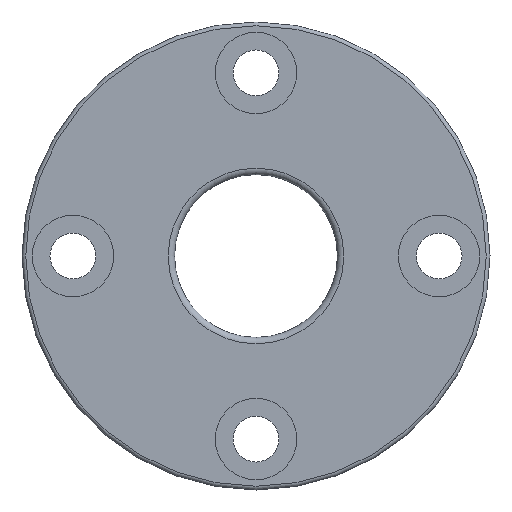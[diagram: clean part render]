
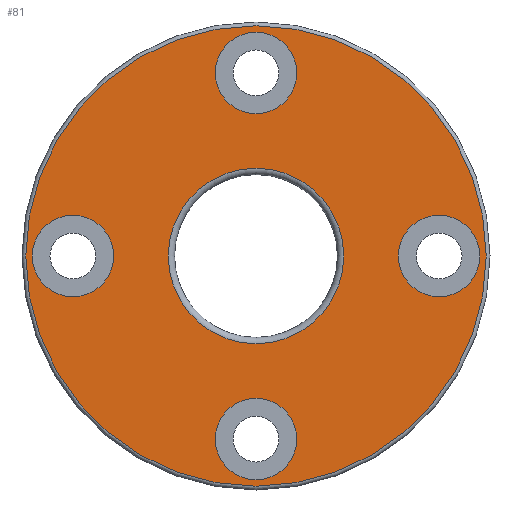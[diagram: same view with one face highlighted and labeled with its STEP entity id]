
A CAD part, left-side view. The second image highlights one B-rep face of the part: STEP entity #81.
In plain terms, the highlighted planar face has unit normal (-1, 0, 0).
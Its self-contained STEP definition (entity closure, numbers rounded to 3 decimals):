
#81 = ADVANCED_FACE( '', ( #178, #179, #180, #181, #182, #183 ), #184, .T. );
#178 = FACE_BOUND( '', #285, .T. );
#179 = FACE_BOUND( '', #286, .T. );
#180 = FACE_BOUND( '', #287, .T. );
#181 = FACE_OUTER_BOUND( '', #288, .T. );
#182 = FACE_BOUND( '', #289, .T. );
#183 = FACE_BOUND( '', #290, .T. );
#184 = PLANE( '', #291 );
#285 = EDGE_LOOP( '', ( #420 ) );
#286 = EDGE_LOOP( '', ( #421 ) );
#287 = EDGE_LOOP( '', ( #422 ) );
#288 = EDGE_LOOP( '', ( #423 ) );
#289 = EDGE_LOOP( '', ( #424 ) );
#290 = EDGE_LOOP( '', ( #425 ) );
#291 = AXIS2_PLACEMENT_3D( '', #426, #427, #428 );
#420 = ORIENTED_EDGE( '', *, *, #498, .T. );
#421 = ORIENTED_EDGE( '', *, *, #503, .T. );
#422 = ORIENTED_EDGE( '', *, *, #476, .T. );
#423 = ORIENTED_EDGE( '', *, *, #489, .F. );
#424 = ORIENTED_EDGE( '', *, *, #487, .T. );
#425 = ORIENTED_EDGE( '', *, *, #474, .T. );
#426 = CARTESIAN_POINT( '', ( 0., 22.625, 0. ) );
#427 = DIRECTION( '', ( -1., 0., 0. ) );
#428 = DIRECTION( '', ( 0., 0., 1. ) );
#474 = EDGE_CURVE( '', #531, #531, #532, .T. );
#476 = EDGE_CURVE( '', #534, #534, #535, .T. );
#487 = EDGE_CURVE( '', #552, #552, #553, .T. );
#489 = EDGE_CURVE( '', #555, #555, #556, .T. );
#498 = EDGE_CURVE( '', #569, #569, #570, .T. );
#503 = EDGE_CURVE( '', #577, #577, #578, .F. );
#531 = VERTEX_POINT( '', #608 );
#532 = CIRCLE( '', #609, 4. );
#534 = VERTEX_POINT( '', #611 );
#535 = CIRCLE( '', #612, 4. );
#552 = VERTEX_POINT( '', #629 );
#553 = CIRCLE( '', #630, 4. );
#555 = VERTEX_POINT( '', #632 );
#556 = CIRCLE( '', #633, 22.625 );
#569 = VERTEX_POINT( '', #646 );
#570 = CIRCLE( '', #647, 8.625 );
#577 = VERTEX_POINT( '', #654 );
#578 = CIRCLE( '', #655, 4. );
#608 = CARTESIAN_POINT( '', ( 0., 0., 14. ) );
#609 = AXIS2_PLACEMENT_3D( '', #688, #689, #690 );
#611 = CARTESIAN_POINT( '', ( 0., 0., -22. ) );
#612 = AXIS2_PLACEMENT_3D( '', #691, #692, #693 );
#629 = CARTESIAN_POINT( '', ( 0., -18., -4. ) );
#630 = AXIS2_PLACEMENT_3D( '', #712, #713, #714 );
#632 = CARTESIAN_POINT( '', ( 0., 0., -22.625 ) );
#633 = AXIS2_PLACEMENT_3D( '', #715, #716, #717 );
#646 = CARTESIAN_POINT( '', ( 0., 0., -8.625 ) );
#647 = AXIS2_PLACEMENT_3D( '', #730, #731, #732 );
#654 = CARTESIAN_POINT( '', ( 0., 18., 4. ) );
#655 = AXIS2_PLACEMENT_3D( '', #739, #740, #741 );
#688 = CARTESIAN_POINT( '', ( 0., 0., 18. ) );
#689 = DIRECTION( '', ( 1., 0., 0. ) );
#690 = DIRECTION( '', ( 0., 0., -1. ) );
#691 = CARTESIAN_POINT( '', ( 0., 0., -18. ) );
#692 = DIRECTION( '', ( 1., 0., 0. ) );
#693 = DIRECTION( '', ( 0., 0., -1. ) );
#712 = CARTESIAN_POINT( '', ( 0., -18., 0. ) );
#713 = DIRECTION( '', ( 1., 0., 0. ) );
#714 = DIRECTION( '', ( 0., 0., -1. ) );
#715 = CARTESIAN_POINT( '', ( 0., 0., 0. ) );
#716 = DIRECTION( '', ( 1., 0., 0. ) );
#717 = DIRECTION( '', ( 0., 0., -1. ) );
#730 = CARTESIAN_POINT( '', ( 0., 0., 0. ) );
#731 = DIRECTION( '', ( 1., 0., 0. ) );
#732 = DIRECTION( '', ( 0., 0., -1. ) );
#739 = CARTESIAN_POINT( '', ( 0., 18., 0. ) );
#740 = DIRECTION( '', ( -1., 0., 0. ) );
#741 = DIRECTION( '', ( 0., 0., 1. ) );
